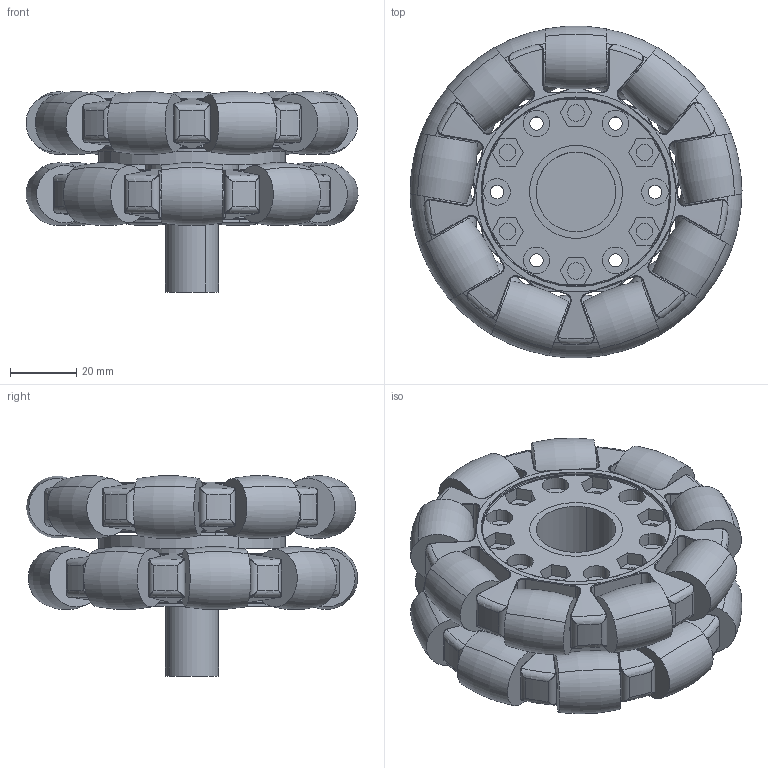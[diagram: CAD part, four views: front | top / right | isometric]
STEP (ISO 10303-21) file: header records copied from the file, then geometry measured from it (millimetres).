
FILE_DESCRIPTION (( 'STEP AP203' ), '1' );
FILE_NAME ('omniwheel_complete_single.STEP', '2020-03-02T13:03:57', ( '' ), ( '' ), 'SwSTEP 2.0', 'SolidWorks 2019', '' );
FILE_SCHEMA (( 'CONFIG_CONTROL_DESIGN' ));
Length unit declared in the file: millimetre
Products named in the file (6): subwheel.STEP; omniwheel_complete_single.STEP; motor plate.STEP; omni wheel hub.STEP; omniwheel_complete_single; omniwheel_1.STEP
Assembly tree (23 placements, depth 3):
  omniwheel_complete_single
    omniwheel_complete_single.STEP
      omniwheel_1.STEP  x2
      subwheel.STEP  x18
      omni wheel hub.STEP
      motor plate.STEP
Bounding box: 100.02 x 99.78 x 60.3 mm (x, y, z)
Volume: 186450.1 mm3; surface area: 81024.1 mm2
Topology: 22 solids, 22 shells, 1114 faces, 2630 edges, 1520 vertices
Faces by surface type: cylinder 356, bspline 324, plane 238, cone 108, torus 88
Entity records: 22630 total; most frequent: CARTESIAN_POINT 11033, ORIENTED_EDGE 2312, DIRECTION 1986, EDGE_CURVE 1156, AXIS2_PLACEMENT_3D 825, VERTEX_POINT 702, EDGE_LOOP 590, ADVANCED_FACE 500
